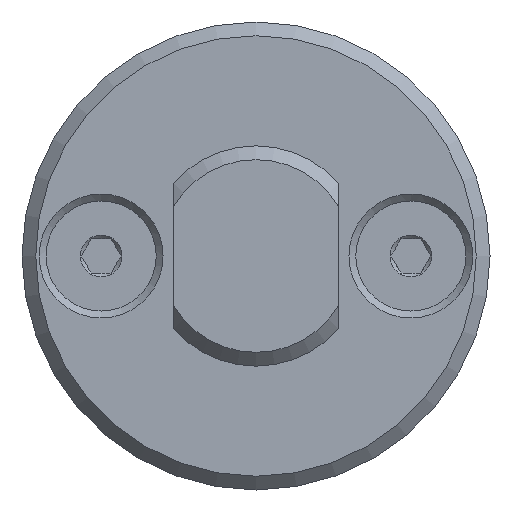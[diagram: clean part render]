
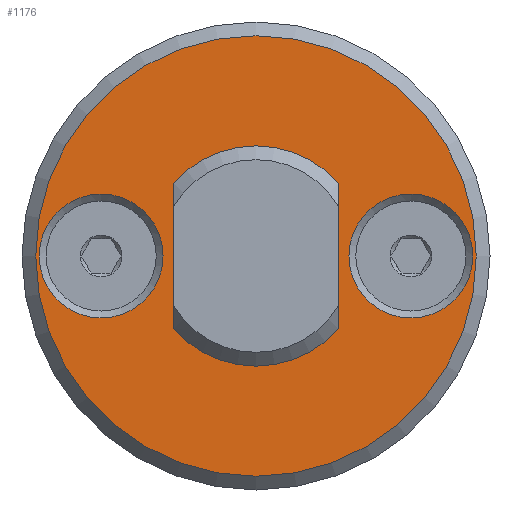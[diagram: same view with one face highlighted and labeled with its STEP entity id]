
A CAD part, left-side view. The second image highlights one B-rep face of the part: STEP entity #1176.
In plain terms, the highlighted face is planar.
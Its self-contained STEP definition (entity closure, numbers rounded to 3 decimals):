
#75=LINE('',#1584,#103);
#83=LINE('',#1636,#111);
#103=VECTOR('',#1333,1000.);
#111=VECTOR('',#1349,1000.);
#133=CIRCLE('',#1229,8.);
#136=CIRCLE('',#1233,8.);
#157=CIRCLE('',#1274,4.5);
#158=CIRCLE('',#1275,4.5);
#159=CIRCLE('',#1276,16.);
#293=ORIENTED_EDGE('',*,*,#466,.T.);
#294=ORIENTED_EDGE('',*,*,#467,.T.);
#295=ORIENTED_EDGE('',*,*,#429,.T.);
#296=ORIENTED_EDGE('',*,*,#399,.T.);
#297=ORIENTED_EDGE('',*,*,#426,.T.);
#298=ORIENTED_EDGE('',*,*,#415,.F.);
#299=ORIENTED_EDGE('',*,*,#468,.T.);
#399=EDGE_CURVE('',#509,#508,#75,.T.);
#415=EDGE_CURVE('',#524,#525,#83,.T.);
#426=EDGE_CURVE('',#508,#525,#133,.T.);
#429=EDGE_CURVE('',#524,#509,#136,.T.);
#466=EDGE_CURVE('',#553,#553,#157,.T.);
#467=EDGE_CURVE('',#554,#554,#158,.T.);
#468=EDGE_CURVE('',#555,#555,#159,.T.);
#508=VERTEX_POINT('',#1583);
#509=VERTEX_POINT('',#1585);
#524=VERTEX_POINT('',#1635);
#525=VERTEX_POINT('',#1637);
#553=VERTEX_POINT('',#1799);
#554=VERTEX_POINT('',#1801);
#555=VERTEX_POINT('',#1803);
#648=EDGE_LOOP('',(#293));
#649=EDGE_LOOP('',(#294));
#650=EDGE_LOOP('',(#295,#296,#297,#298));
#651=EDGE_LOOP('',(#299));
#730=FACE_BOUND('',#648,.T.);
#731=FACE_BOUND('',#649,.T.);
#732=FACE_BOUND('',#650,.T.);
#733=FACE_BOUND('',#651,.T.);
#791=PLANE('',#1273);
#1176=ADVANCED_FACE('',(#730,#731,#732,#733),#791,.T.);
#1229=AXIS2_PLACEMENT_3D('',#1671,#1361,#1362);
#1233=AXIS2_PLACEMENT_3D('',#1675,#1369,#1370);
#1273=AXIS2_PLACEMENT_3D('',#1797,#1449,#1450);
#1274=AXIS2_PLACEMENT_3D('',#1798,#1451,#1452);
#1275=AXIS2_PLACEMENT_3D('',#1800,#1453,#1454);
#1276=AXIS2_PLACEMENT_3D('',#1802,#1455,#1456);
#1333=DIRECTION('',(0.,0.,-1.));
#1349=DIRECTION('',(0.,0.,-1.));
#1361=DIRECTION('',(-1.,0.,0.));
#1362=DIRECTION('',(0.,0.,1.));
#1369=DIRECTION('',(-1.,0.,0.));
#1370=DIRECTION('',(0.,0.,1.));
#1449=DIRECTION('',(1.,0.,0.));
#1450=DIRECTION('',(0.,0.,-1.));
#1451=DIRECTION('',(-1.,0.,0.));
#1452=DIRECTION('',(0.,0.,1.));
#1453=DIRECTION('',(-1.,0.,0.));
#1454=DIRECTION('',(0.,0.,1.));
#1455=DIRECTION('',(1.,0.,0.));
#1456=DIRECTION('',(0.,0.,-1.));
#1583=CARTESIAN_POINT('',(4.,6.,-5.292));
#1584=CARTESIAN_POINT('',(4.,6.,10.));
#1585=CARTESIAN_POINT('',(4.,6.,5.292));
#1635=CARTESIAN_POINT('',(4.,-6.,5.292));
#1636=CARTESIAN_POINT('',(4.,-6.,10.));
#1637=CARTESIAN_POINT('',(4.,-6.,-5.292));
#1671=CARTESIAN_POINT('',(4.,0.,0.));
#1675=CARTESIAN_POINT('',(4.,0.,0.));
#1797=CARTESIAN_POINT('',(4.,0.,17.));
#1798=CARTESIAN_POINT('',(4.,11.25,0.));
#1799=CARTESIAN_POINT('',(4.,11.25,4.5));
#1800=CARTESIAN_POINT('',(4.,-11.25,0.));
#1801=CARTESIAN_POINT('',(4.,-11.25,4.5));
#1802=CARTESIAN_POINT('',(4.,0.,0.));
#1803=CARTESIAN_POINT('',(4.,0.,-16.));
